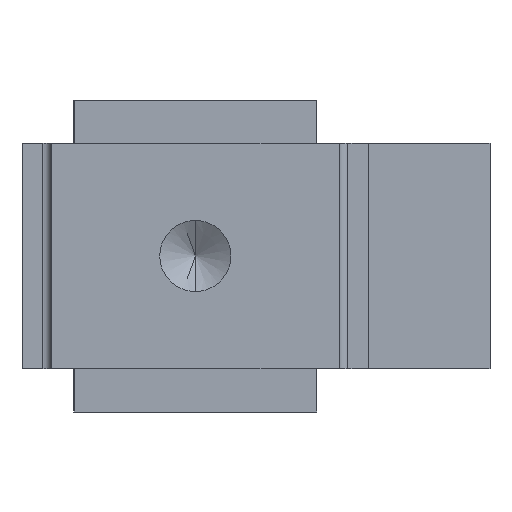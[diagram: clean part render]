
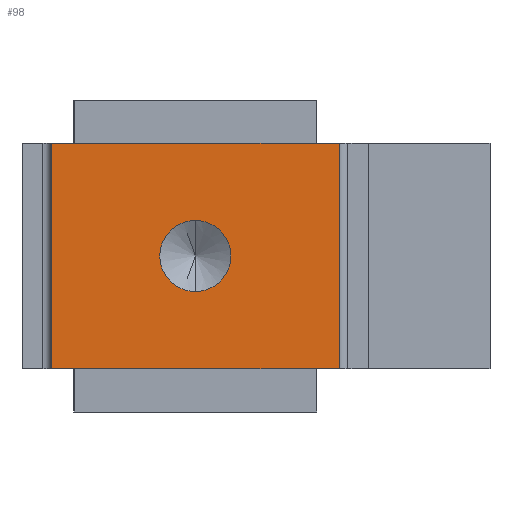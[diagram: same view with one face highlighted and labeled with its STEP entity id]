
A CAD part, front view. The second image highlights one B-rep face of the part: STEP entity #98.
In plain terms, the highlighted planar face has unit normal (0, -1, 0).
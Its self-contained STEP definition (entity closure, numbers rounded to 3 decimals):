
#89 = EDGE_CURVE ( 'NONE', #249, #250, #583, .T. ) ;
#98 = ADVANCED_FACE ( 'NONE', ( #656, #687 ), #652, .F. ) ;
#99 = ORIENTED_EDGE ( 'NONE', *, *, #354, .F. ) ;
#117 = VERTEX_POINT ( 'NONE', #694 ) ;
#137 = VERTEX_POINT ( 'NONE', #601 ) ;
#139 = EDGE_CURVE ( 'NONE', #137, #117, #631, .T. ) ;
#143 = EDGE_CURVE ( 'NONE', #154, #158, #635, .T. ) ;
#154 = VERTEX_POINT ( 'NONE', #709 ) ;
#158 = VERTEX_POINT ( 'NONE', #704 ) ;
#243 = ORIENTED_EDGE ( 'NONE', *, *, #89, .F. ) ;
#245 = EDGE_LOOP ( 'NONE', ( #243, #99 ) ) ;
#249 = VERTEX_POINT ( 'NONE', #869 ) ;
#250 = VERTEX_POINT ( 'NONE', #873 ) ;
#274 = EDGE_CURVE ( 'NONE', #117, #158, #882, .T. ) ;
#303 = ORIENTED_EDGE ( 'NONE', *, *, #139, .F. ) ;
#317 = EDGE_CURVE ( 'NONE', #137, #154, #895, .T. ) ;
#318 = ORIENTED_EDGE ( 'NONE', *, *, #317, .T. ) ;
#323 = EDGE_LOOP ( 'NONE', ( #324, #325, #303, #318 ) ) ;
#324 = ORIENTED_EDGE ( 'NONE', *, *, #143, .T. ) ;
#325 = ORIENTED_EDGE ( 'NONE', *, *, #274, .F. ) ;
#354 = EDGE_CURVE ( 'NONE', #250, #249, #974, .T. ) ;
#513 = AXIS2_PLACEMENT_3D ( 'NONE', #578, #582, #581 ) ;
#578 = CARTESIAN_POINT ( 'NONE',  ( 0., -14.005, 0. ) ) ;
#581 = DIRECTION ( 'NONE',  ( 0., 0., -1. ) ) ;
#582 = DIRECTION ( 'NONE',  ( 0., -1., 0. ) ) ;
#583 = CIRCLE ( 'NONE', #513, 1.025 ) ;
#601 = CARTESIAN_POINT ( 'NONE',  ( -4.15, -14.005, 3.25 ) ) ;
#602 = CARTESIAN_POINT ( 'NONE',  ( 0., -14.005, 3.25 ) ) ;
#629 = VECTOR ( 'NONE', #643, 1000. ) ;
#630 = CARTESIAN_POINT ( 'NONE',  ( 0., -14.005, 3.25 ) ) ;
#631 = LINE ( 'NONE', #630, #629 ) ;
#632 = DIRECTION ( 'NONE',  ( 1., 0., 0. ) ) ;
#633 = VECTOR ( 'NONE', #632, 1000. ) ;
#634 = CARTESIAN_POINT ( 'NONE',  ( 0., -14.005, -3.25 ) ) ;
#635 = LINE ( 'NONE', #634, #633 ) ;
#643 = DIRECTION ( 'NONE',  ( 1., 0., 0. ) ) ;
#652 = PLANE ( 'NONE',  #670 ) ;
#656 = FACE_BOUND ( 'NONE', #245, .T. ) ;
#661 = DIRECTION ( 'NONE',  ( 0., 1., 0. ) ) ;
#663 = DIRECTION ( 'NONE',  ( 0., 0., 1. ) ) ;
#670 = AXIS2_PLACEMENT_3D ( 'NONE', #602, #661, #663 ) ;
#687 = FACE_OUTER_BOUND ( 'NONE', #323, .T. ) ;
#694 = CARTESIAN_POINT ( 'NONE',  ( 4.15, -14.005, 3.25 ) ) ;
#704 = CARTESIAN_POINT ( 'NONE',  ( 4.15, -14.005, -3.25 ) ) ;
#709 = CARTESIAN_POINT ( 'NONE',  ( -4.15, -14.005, -3.25 ) ) ;
#846 = DIRECTION ( 'NONE',  ( 0., 0., -1. ) ) ;
#847 = VECTOR ( 'NONE', #846, 1000. ) ;
#869 = CARTESIAN_POINT ( 'NONE',  ( 0., -14.005, -1.025 ) ) ;
#873 = CARTESIAN_POINT ( 'NONE',  ( 0., -14.005, 1.025 ) ) ;
#881 = CARTESIAN_POINT ( 'NONE',  ( 4.15, -14.005, 3.25 ) ) ;
#882 = LINE ( 'NONE', #881, #847 ) ;
#895 = LINE ( 'NONE', #922, #919 ) ;
#918 = DIRECTION ( 'NONE',  ( 0., 0., -1. ) ) ;
#919 = VECTOR ( 'NONE', #918, 1000. ) ;
#922 = CARTESIAN_POINT ( 'NONE',  ( -4.15, -14.005, 3.25 ) ) ;
#948 = AXIS2_PLACEMENT_3D ( 'NONE', #955, #953, #952 ) ;
#952 = DIRECTION ( 'NONE',  ( 0., 0., -1. ) ) ;
#953 = DIRECTION ( 'NONE',  ( 0., -1., 0. ) ) ;
#955 = CARTESIAN_POINT ( 'NONE',  ( 0., -14.005, 0. ) ) ;
#974 = CIRCLE ( 'NONE', #948, 1.025 ) ;
